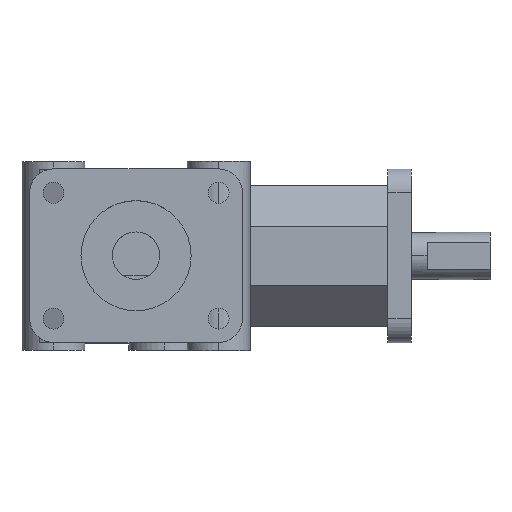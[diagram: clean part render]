
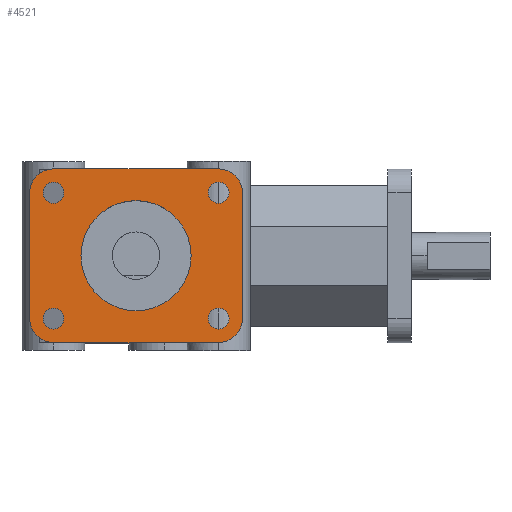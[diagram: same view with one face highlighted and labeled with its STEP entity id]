
A CAD part, top view. The second image highlights one B-rep face of the part: STEP entity #4521.
In plain terms, the highlighted planar face has unit normal (0, 0, 1).
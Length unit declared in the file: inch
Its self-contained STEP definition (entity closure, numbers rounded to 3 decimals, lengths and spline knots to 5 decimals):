
#750=CARTESIAN_POINT('',(-4.62312,15.2975,-10.77613));
#751=DIRECTION('',(0.,0.,-1.));
#752=DIRECTION('',(0.,-1.,0.));
#753=AXIS2_PLACEMENT_3D('',#750,#751,#752);
#755=CARTESIAN_POINT('',(-4.62312,16.2975,-10.77613));
#756=DIRECTION('',(0.,0.,-1.));
#757=DIRECTION('',(-1.,0.,0.));
#758=AXIS2_PLACEMENT_3D('',#755,#756,#757);
#760=CARTESIAN_POINT('',(-3.31312,16.2975,-10.77613));
#761=DIRECTION('',(0.,0.,-1.));
#762=DIRECTION('',(0.,1.,0.));
#763=AXIS2_PLACEMENT_3D('',#760,#761,#762);
#765=DIRECTION('',(0.,-1.,0.));
#766=VECTOR('',#765,1.);
#767=CARTESIAN_POINT('',(-3.12312,16.2975,-10.77613));
#768=LINE('',#767,#766);
#769=CARTESIAN_POINT('',(-3.31312,15.2975,-10.77613));
#770=DIRECTION('',(0.,0.,-1.));
#771=DIRECTION('',(1.,0.,0.));
#772=AXIS2_PLACEMENT_3D('',#769,#770,#771);
#774=CARTESIAN_POINT('',(-3.96812,15.7975,-10.77613));
#775=DIRECTION('',(0.,0.,1.));
#776=DIRECTION('',(0.,1.,0.));
#777=AXIS2_PLACEMENT_3D('',#774,#775,#776);
#779=CARTESIAN_POINT('',(-3.96812,15.7975,-10.77613));
#780=DIRECTION('',(0.,0.,1.));
#781=DIRECTION('',(0.,-1.,0.));
#782=AXIS2_PLACEMENT_3D('',#779,#780,#781);
#784=CARTESIAN_POINT('',(-4.62412,16.2975,-10.77613));
#785=DIRECTION('',(0.,0.,1.));
#786=DIRECTION('',(0.,1.,0.));
#787=AXIS2_PLACEMENT_3D('',#784,#785,#786);
#789=CARTESIAN_POINT('',(-4.62412,16.2975,-10.77613));
#790=DIRECTION('',(0.,0.,1.));
#791=DIRECTION('',(0.,-1.,0.));
#792=AXIS2_PLACEMENT_3D('',#789,#790,#791);
#794=CARTESIAN_POINT('',(-4.62412,15.2975,-10.77613));
#795=DIRECTION('',(0.,0.,1.));
#796=DIRECTION('',(0.,1.,0.));
#797=AXIS2_PLACEMENT_3D('',#794,#795,#796);
#799=CARTESIAN_POINT('',(-4.62412,15.2975,-10.77613));
#800=DIRECTION('',(0.,0.,1.));
#801=DIRECTION('',(0.,-1.,0.));
#802=AXIS2_PLACEMENT_3D('',#799,#800,#801);
#804=CARTESIAN_POINT('',(-3.31212,16.2975,-10.77613));
#805=DIRECTION('',(0.,0.,1.));
#806=DIRECTION('',(0.,1.,0.));
#807=AXIS2_PLACEMENT_3D('',#804,#805,#806);
#809=CARTESIAN_POINT('',(-3.31212,16.2975,-10.77613));
#810=DIRECTION('',(0.,0.,1.));
#811=DIRECTION('',(0.,-1.,0.));
#812=AXIS2_PLACEMENT_3D('',#809,#810,#811);
#814=CARTESIAN_POINT('',(-3.31212,15.2975,-10.77613));
#815=DIRECTION('',(0.,0.,1.));
#816=DIRECTION('',(0.,1.,0.));
#817=AXIS2_PLACEMENT_3D('',#814,#815,#816);
#819=CARTESIAN_POINT('',(-3.31212,15.2975,-10.77613));
#820=DIRECTION('',(0.,0.,1.));
#821=DIRECTION('',(0.,-1.,0.));
#822=AXIS2_PLACEMENT_3D('',#819,#820,#821);
#824=DIRECTION('',(1.,0.,0.));
#825=VECTOR('',#824,1.31);
#826=CARTESIAN_POINT('',(-4.62312,15.1075,-10.77613));
#827=LINE('',#826,#825);
#2172=DIRECTION('',(-1.,0.,0.));
#2173=VECTOR('',#2172,1.31);
#2174=CARTESIAN_POINT('',(-3.31312,16.4875,
-10.77613));
#2175=LINE('',#2174,#2173);
#2188=DIRECTION('',(0.,-1.,0.));
#2189=VECTOR('',#2188,1.);
#2190=CARTESIAN_POINT('',(-4.81312,16.2975,
-10.77613));
#2191=LINE('',#2190,#2189);
#2772=CARTESIAN_POINT('',(-3.12312,15.2975,
-10.77613));
#2773=VERTEX_POINT('',#2772);
#2774=CARTESIAN_POINT('',(-3.31312,15.1075,
-10.77613));
#2775=VERTEX_POINT('',#2774);
#2776=CARTESIAN_POINT('',(-4.62312,15.1075,
-10.77613));
#2777=VERTEX_POINT('',#2776);
#2778=CARTESIAN_POINT('',(-4.81312,15.2975,
-10.77613));
#2779=VERTEX_POINT('',#2778);
#2780=CARTESIAN_POINT('',(-4.81312,16.2975,
-10.77613));
#2781=VERTEX_POINT('',#2780);
#2782=CARTESIAN_POINT('',(-4.62312,16.4875,
-10.77613));
#2783=VERTEX_POINT('',#2782);
#2784=CARTESIAN_POINT('',(-3.31312,16.4875,
-10.77613));
#2785=VERTEX_POINT('',#2784);
#2786=CARTESIAN_POINT('',(-3.12312,16.2975,
-10.77613));
#2787=VERTEX_POINT('',#2786);
#2788=CARTESIAN_POINT('',(-3.96812,16.2351,
-10.77613));
#2789=CARTESIAN_POINT('',(-3.96812,15.3599,
-10.77613));
#2790=VERTEX_POINT('',#2788);
#2791=VERTEX_POINT('',#2789);
#2792=CARTESIAN_POINT('',(-4.62412,16.3805,
-10.77613));
#2793=CARTESIAN_POINT('',(-4.62412,16.2145,
-10.77613));
#2794=VERTEX_POINT('',#2792);
#2795=VERTEX_POINT('',#2793);
#2796=CARTESIAN_POINT('',(-4.62412,15.3805,
-10.77613));
#2797=CARTESIAN_POINT('',(-4.62412,15.2145,
-10.77613));
#2798=VERTEX_POINT('',#2796);
#2799=VERTEX_POINT('',#2797);
#2800=CARTESIAN_POINT('',(-3.31212,16.3805,
-10.77613));
#2801=CARTESIAN_POINT('',(-3.31212,16.2145,
-10.77613));
#2802=VERTEX_POINT('',#2800);
#2803=VERTEX_POINT('',#2801);
#2804=CARTESIAN_POINT('',(-3.31212,15.3805,
-10.77613));
#2805=CARTESIAN_POINT('',(-3.31212,15.2145,
-10.77613));
#2806=VERTEX_POINT('',#2804);
#2807=VERTEX_POINT('',#2805);
#4470=CARTESIAN_POINT('',(-3.96812,15.7975,
-10.77613));
#4471=DIRECTION('',(0.,0.,1.));
#4472=DIRECTION('',(0.,1.,0.));
#4473=AXIS2_PLACEMENT_3D('',#4470,#4471,#4472);
#4474=PLANE('',#4473);
#4476=ORIENTED_EDGE('',*,*,#4475,.F.);
#4478=ORIENTED_EDGE('',*,*,#4477,.T.);
#4480=ORIENTED_EDGE('',*,*,#4479,.F.);
#4482=ORIENTED_EDGE('',*,*,#4481,.T.);
#4484=ORIENTED_EDGE('',*,*,#4483,.F.);
#4486=ORIENTED_EDGE('',*,*,#4485,.T.);
#4488=ORIENTED_EDGE('',*,*,#4487,.T.);
#4490=ORIENTED_EDGE('',*,*,#4489,.T.);
#4491=EDGE_LOOP('',(#4476,#4478,#4480,#4482,#4484,#4486,#4488,#4490));
#4492=FACE_OUTER_BOUND('',#4491,.F.);
#4493=ORIENTED_EDGE('',*,*,#3438,.T.);
#4494=ORIENTED_EDGE('',*,*,#4434,.T.);
#4495=EDGE_LOOP('',(#4493,#4494));
#4496=FACE_BOUND('',#4495,.F.);
#4498=ORIENTED_EDGE('',*,*,#4497,.T.);
#4500=ORIENTED_EDGE('',*,*,#4499,.T.);
#4501=EDGE_LOOP('',(#4498,#4500));
#4502=FACE_BOUND('',#4501,.F.);
#4504=ORIENTED_EDGE('',*,*,#4503,.T.);
#4506=ORIENTED_EDGE('',*,*,#4505,.T.);
#4507=EDGE_LOOP('',(#4504,#4506));
#4508=FACE_BOUND('',#4507,.F.);
#4510=ORIENTED_EDGE('',*,*,#4509,.T.);
#4512=ORIENTED_EDGE('',*,*,#4511,.T.);
#4513=EDGE_LOOP('',(#4510,#4512));
#4514=FACE_BOUND('',#4513,.F.);
#4516=ORIENTED_EDGE('',*,*,#4515,.T.);
#4518=ORIENTED_EDGE('',*,*,#4517,.T.);
#4519=EDGE_LOOP('',(#4516,#4518));
#4520=FACE_BOUND('',#4519,.F.);
#754=CIRCLE('',#753,0.19);
#759=CIRCLE('',#758,0.19);
#764=CIRCLE('',#763,0.19);
#773=CIRCLE('',#772,0.19);
#778=CIRCLE('',#777,0.4376);
#783=CIRCLE('',#782,0.4376);
#788=CIRCLE('',#787,0.083);
#793=CIRCLE('',#792,0.083);
#798=CIRCLE('',#797,0.083);
#803=CIRCLE('',#802,0.083);
#808=CIRCLE('',#807,0.083);
#813=CIRCLE('',#812,0.083);
#818=CIRCLE('',#817,0.083);
#823=CIRCLE('',#822,0.083);
#3438=EDGE_CURVE('',#2790,#2791,#778,.T.);
#4434=EDGE_CURVE('',#2791,#2790,#783,.T.);
#4475=EDGE_CURVE('',#2777,#2775,#827,.T.);
#4477=EDGE_CURVE('',#2777,#2779,#754,.T.);
#4479=EDGE_CURVE('',#2781,#2779,#2191,.T.);
#4481=EDGE_CURVE('',#2781,#2783,#759,.T.);
#4483=EDGE_CURVE('',#2785,#2783,#2175,.T.);
#4485=EDGE_CURVE('',#2785,#2787,#764,.T.);
#4487=EDGE_CURVE('',#2787,#2773,#768,.T.);
#4489=EDGE_CURVE('',#2773,#2775,#773,.T.);
#4497=EDGE_CURVE('',#2794,#2795,#788,.T.);
#4499=EDGE_CURVE('',#2795,#2794,#793,.T.);
#4503=EDGE_CURVE('',#2798,#2799,#798,.T.);
#4505=EDGE_CURVE('',#2799,#2798,#803,.T.);
#4509=EDGE_CURVE('',#2802,#2803,#808,.T.);
#4511=EDGE_CURVE('',#2803,#2802,#813,.T.);
#4515=EDGE_CURVE('',#2806,#2807,#818,.T.);
#4517=EDGE_CURVE('',#2807,#2806,#823,.T.);
#4521=ADVANCED_FACE('',(#4492,#4496,#4502,#4508,#4514,#4520),#4474,.T.);
